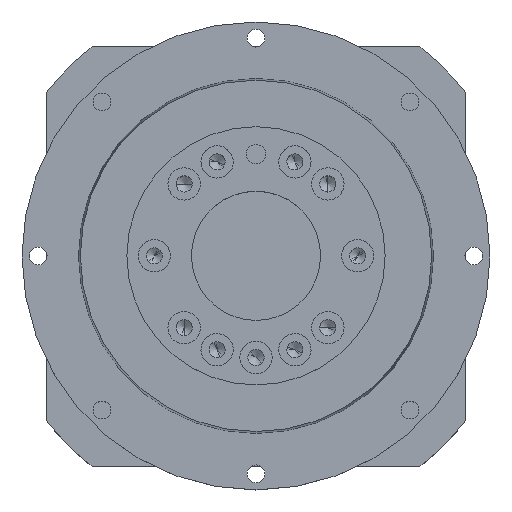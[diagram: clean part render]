
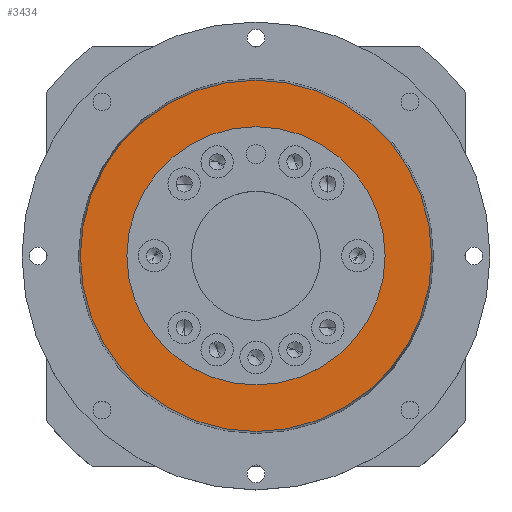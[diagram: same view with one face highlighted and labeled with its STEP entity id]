
A CAD part, top view. The second image highlights one B-rep face of the part: STEP entity #3434.
In plain terms, the highlighted planar face has unit normal (0, 0, 1).
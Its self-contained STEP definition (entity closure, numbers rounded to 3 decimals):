
#9 = DIRECTION ( 'NONE',  ( 0., 0., -1. ) ) ;
#500 = AXIS2_PLACEMENT_3D ( 'NONE', #4272, #6764, #6858 ) ;
#671 = DIRECTION ( 'NONE',  ( 0., 0., 1. ) ) ;
#833 = CARTESIAN_POINT ( 'NONE',  ( 0., 54.432, 100.5 ) ) ;
#1031 = FACE_OUTER_BOUND ( 'NONE', #2195, .T. ) ;
#1406 = EDGE_CURVE ( 'NONE', #5075, #6154, #3367, .T. ) ;
#1963 = ORIENTED_EDGE ( 'NONE', *, *, #2802, .T. ) ;
#2195 = EDGE_LOOP ( 'NONE', ( #1963, #8321 ) ) ;
#2659 = VERTEX_POINT ( 'NONE', #5975 ) ;
#2802 = EDGE_CURVE ( 'NONE', #6154, #5075, #4945, .T. ) ;
#2828 = VERTEX_POINT ( 'NONE', #5161 ) ;
#2994 = PLANE ( 'NONE',  #6247 ) ;
#3366 = EDGE_LOOP ( 'NONE', ( #3406, #6769 ) ) ;
#3367 = CIRCLE ( 'NONE', #4938, 54.432 ) ;
#3405 = DIRECTION ( 'NONE',  ( 0., 0., 1. ) ) ;
#3406 = ORIENTED_EDGE ( 'NONE', *, *, #8530, .F. ) ;
#3434 = ADVANCED_FACE ( 'NONE', ( #4400, #1031 ), #2994, .F. ) ;
#3538 = CARTESIAN_POINT ( 'NONE',  ( 0., 0., 100.5 ) ) ;
#4203 = AXIS2_PLACEMENT_3D ( 'NONE', #3538, #8553, #4259 ) ;
#4259 = DIRECTION ( 'NONE',  ( 1., 0., 0. ) ) ;
#4272 = CARTESIAN_POINT ( 'NONE',  ( 0., 0., 100.5 ) ) ;
#4400 = FACE_BOUND ( 'NONE', #3366, .T. ) ;
#4619 = CIRCLE ( 'NONE', #6177, 40. ) ;
#4938 = AXIS2_PLACEMENT_3D ( 'NONE', #8952, #3405, #5242 ) ;
#4945 = CIRCLE ( 'NONE', #500, 54.432 ) ;
#4963 = CARTESIAN_POINT ( 'NONE',  ( 0., 0., 100.5 ) ) ;
#5075 = VERTEX_POINT ( 'NONE', #5099 ) ;
#5099 = CARTESIAN_POINT ( 'NONE',  ( 54.432, 0., 100.5 ) ) ;
#5161 = CARTESIAN_POINT ( 'NONE',  ( 40., 0., 100.5 ) ) ;
#5242 = DIRECTION ( 'NONE',  ( 1., 0., 0. ) ) ;
#5720 = DIRECTION ( 'NONE',  ( 1., 0., 0. ) ) ;
#5975 = CARTESIAN_POINT ( 'NONE',  ( -40., 0., 100.5 ) ) ;
#6154 = VERTEX_POINT ( 'NONE', #6293 ) ;
#6177 = AXIS2_PLACEMENT_3D ( 'NONE', #4963, #671, #5720 ) ;
#6247 = AXIS2_PLACEMENT_3D ( 'NONE', #833, #9, #8167 ) ;
#6293 = CARTESIAN_POINT ( 'NONE',  ( -54.432, 0., 100.5 ) ) ;
#6764 = DIRECTION ( 'NONE',  ( 0., 0., 1. ) ) ;
#6769 = ORIENTED_EDGE ( 'NONE', *, *, #7541, .F. ) ;
#6858 = DIRECTION ( 'NONE',  ( 1., 0., 0. ) ) ;
#7501 = CIRCLE ( 'NONE', #4203, 40. ) ;
#7541 = EDGE_CURVE ( 'NONE', #2659, #2828, #4619, .T. ) ;
#8167 = DIRECTION ( 'NONE',  ( -1., 0., 0. ) ) ;
#8321 = ORIENTED_EDGE ( 'NONE', *, *, #1406, .T. ) ;
#8530 = EDGE_CURVE ( 'NONE', #2828, #2659, #7501, .T. ) ;
#8553 = DIRECTION ( 'NONE',  ( 0., 0., 1. ) ) ;
#8952 = CARTESIAN_POINT ( 'NONE',  ( 0., 0., 100.5 ) ) ;
